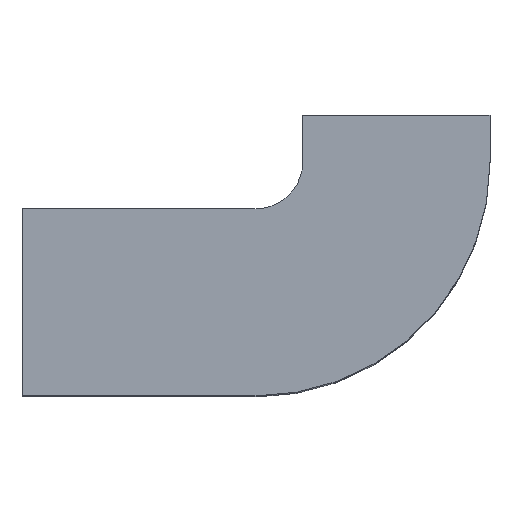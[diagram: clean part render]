
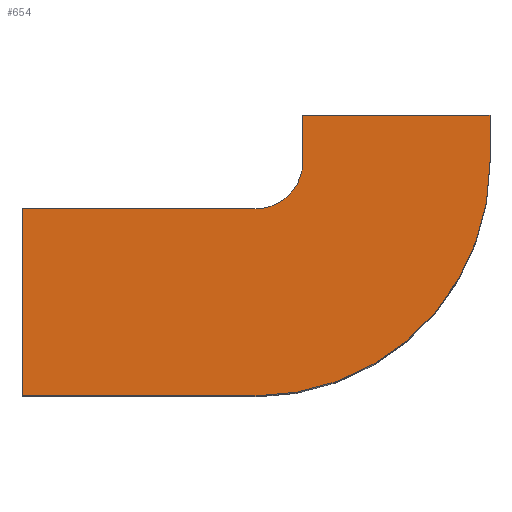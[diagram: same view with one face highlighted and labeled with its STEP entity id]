
A CAD part, top view. The second image highlights one B-rep face of the part: STEP entity #654.
In plain terms, the highlighted planar face has unit normal (0, 0, 1).
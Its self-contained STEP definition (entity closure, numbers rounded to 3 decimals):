
#25=CIRCLE('',#715,20.);
#26=CIRCLE('',#716,100.);
#42=FACE_OUTER_BOUND('',#78,.T.);
#78=EDGE_LOOP('',(#441,#442,#443,#444,#445,#446,#447,#448));
#117=LINE('',#963,#197);
#121=LINE('',#971,#201);
#122=LINE('',#975,#202);
#123=LINE('',#977,#203);
#124=LINE('',#979,#204);
#125=LINE('',#982,#205);
#197=VECTOR('',#773,10.);
#201=VECTOR('',#779,10.);
#202=VECTOR('',#782,10.);
#203=VECTOR('',#783,10.);
#204=VECTOR('',#784,10.);
#205=VECTOR('',#787,10.);
#277=VERTEX_POINT('',#960);
#278=VERTEX_POINT('',#962);
#281=VERTEX_POINT('',#970);
#282=VERTEX_POINT('',#972);
#283=VERTEX_POINT('',#974);
#284=VERTEX_POINT('',#976);
#285=VERTEX_POINT('',#978);
#286=VERTEX_POINT('',#980);
#341=EDGE_CURVE('',#278,#277,#117,.T.);
#345=EDGE_CURVE('',#277,#281,#121,.T.);
#346=EDGE_CURVE('',#281,#282,#25,.T.);
#347=EDGE_CURVE('',#282,#283,#122,.T.);
#348=EDGE_CURVE('',#283,#284,#123,.T.);
#349=EDGE_CURVE('',#284,#285,#124,.T.);
#350=EDGE_CURVE('',#285,#286,#26,.T.);
#351=EDGE_CURVE('',#286,#278,#125,.T.);
#441=ORIENTED_EDGE('',*,*,#341,.T.);
#442=ORIENTED_EDGE('',*,*,#345,.T.);
#443=ORIENTED_EDGE('',*,*,#346,.T.);
#444=ORIENTED_EDGE('',*,*,#347,.T.);
#445=ORIENTED_EDGE('',*,*,#348,.T.);
#446=ORIENTED_EDGE('',*,*,#349,.T.);
#447=ORIENTED_EDGE('',*,*,#350,.T.);
#448=ORIENTED_EDGE('',*,*,#351,.T.);
#626=PLANE('',#714);
#654=ADVANCED_FACE('',(#42),#626,.T.);
#714=AXIS2_PLACEMENT_3D('',#969,#777,#778);
#715=AXIS2_PLACEMENT_3D('',#973,#780,#781);
#716=AXIS2_PLACEMENT_3D('',#981,#785,#786);
#773=DIRECTION('',(-1.,0.,0.));
#777=DIRECTION('center_axis',(0.,0.,1.));
#778=DIRECTION('ref_axis',(1.,0.,0.));
#779=DIRECTION('',(0.,-1.,0.));
#780=DIRECTION('center_axis',(0.,0.,-1.));
#781=DIRECTION('ref_axis',(0.,1.,0.));
#782=DIRECTION('',(-1.,0.,0.));
#783=DIRECTION('',(0.,-1.,0.));
#784=DIRECTION('',(1.,0.,0.));
#785=DIRECTION('center_axis',(0.,0.,1.));
#786=DIRECTION('ref_axis',(0.,-1.,0.));
#787=DIRECTION('',(0.,1.,0.));
#960=CARTESIAN_POINT('',(120.,120.,280.));
#962=CARTESIAN_POINT('',(200.,120.,280.));
#963=CARTESIAN_POINT('',(50.,120.,280.));
#969=CARTESIAN_POINT('Origin',(100.,90.,280.));
#970=CARTESIAN_POINT('',(120.,100.,280.));
#971=CARTESIAN_POINT('',(120.,180.,280.));
#972=CARTESIAN_POINT('',(100.,80.,280.));
#973=CARTESIAN_POINT('Origin',(100.,100.,280.));
#974=CARTESIAN_POINT('',(0.,80.,280.));
#975=CARTESIAN_POINT('',(100.,80.,280.));
#976=CARTESIAN_POINT('',(0.,0.,280.));
#977=CARTESIAN_POINT('',(0.,80.,280.));
#978=CARTESIAN_POINT('',(100.,0.,280.));
#979=CARTESIAN_POINT('',(0.,0.,280.));
#980=CARTESIAN_POINT('',(200.,100.,280.));
#981=CARTESIAN_POINT('Origin',(100.,100.,280.));
#982=CARTESIAN_POINT('',(200.,100.,280.));
